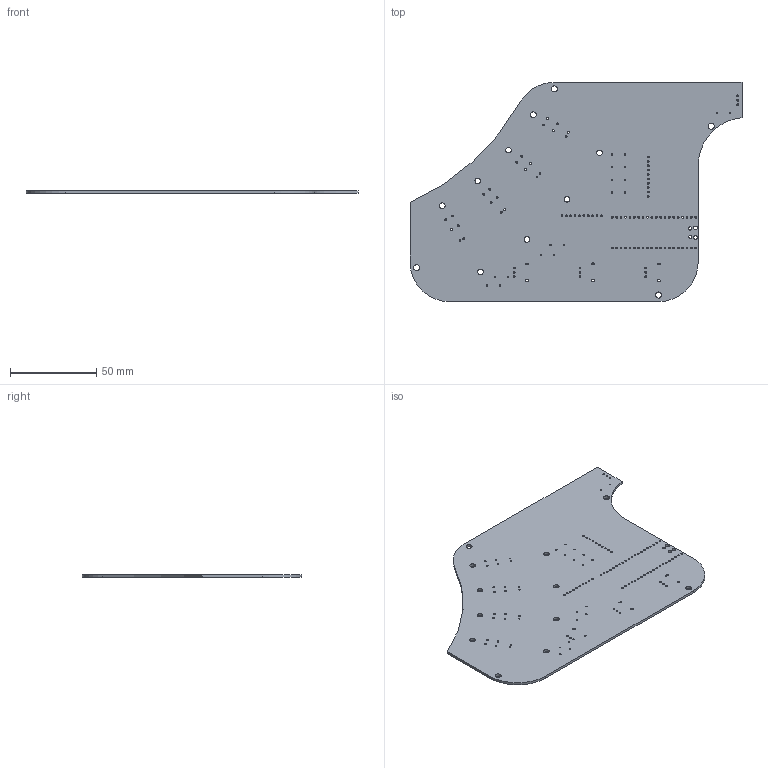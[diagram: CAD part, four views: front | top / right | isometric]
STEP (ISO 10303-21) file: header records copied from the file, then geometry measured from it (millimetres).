
FILE_DESCRIPTION(('KiCad electronic assembly'),'2;1');
FILE_NAME('Cover.step','2025-09-23T21:27:55',('Pcbnew'),('Kicad'), 'Open CASCADE STEP processor 7.9','KiCad to STEP converter','Unknown' );
FILE_SCHEMA(('AUTOMOTIVE_DESIGN { 1 0 10303 214 1 1 1 1 }'));
Length unit declared in the file: millimetre
Products named in the file (2): Cover 1; Stradex1_PCB
Assembly tree (1 placements, depth 2):
  Cover 1
    Stradex1_PCB
Bounding box: 192.1 x 126.85 x 1.51 mm (x, y, z)
Volume: 27697.8 mm3; surface area: 38342.8 mm2
Topology: 1 solids, 1 shells, 166 faces, 492 edges, 328 vertices
Faces by surface type: cylinder 147, plane 19
Full cylindrical faces by diameter (mm): 0.8 x18, 1 x80, 1.1 x16, 1.85 x2, 2.2 x2, 3.251 x8, 3.505 x4
Entity records: 6311 total; most frequent: DIRECTION 1122, CARTESIAN_POINT 988, ORIENTED_EDGE 984, EDGE_CURVE 492, AXIS2_PLACEMENT_3D 462, FACE_BOUND 438, EDGE_LOOP 438, VERTEX_POINT 328
